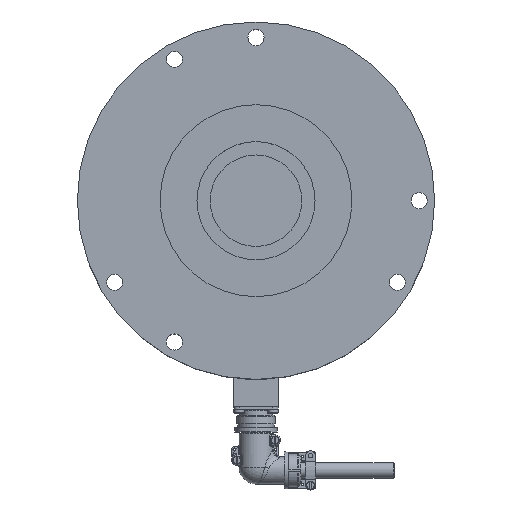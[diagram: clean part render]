
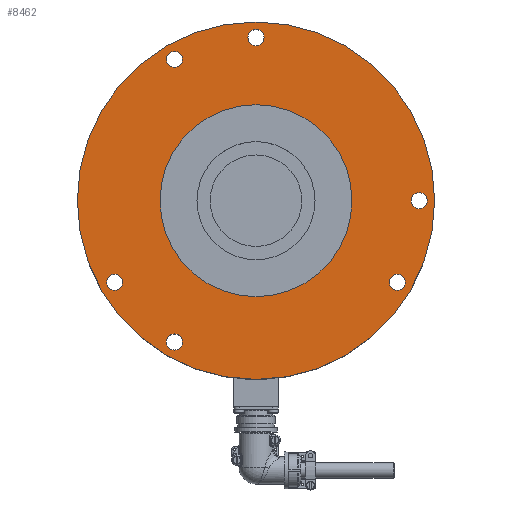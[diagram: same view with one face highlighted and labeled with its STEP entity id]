
A CAD part, top view. The second image highlights one B-rep face of the part: STEP entity #8462.
In plain terms, the highlighted planar face has unit normal (0, 0, 1).
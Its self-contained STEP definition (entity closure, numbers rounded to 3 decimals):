
#423 = FACE_BOUND ( 'NONE', #1127, .T. ) ;
#613 = VERTEX_POINT ( 'NONE', #14834 ) ;
#748 = FACE_BOUND ( 'NONE', #11209, .T. ) ;
#853 = AXIS2_PLACEMENT_3D ( 'NONE', #14299, #7811, #6023 ) ;
#1127 = EDGE_LOOP ( 'NONE', ( #5129 ) ) ;
#1360 = EDGE_CURVE ( 'NONE', #613, #613, #9393, .T. ) ;
#1428 = DIRECTION ( 'NONE',  ( 1., 0., 0. ) ) ;
#1696 = AXIS2_PLACEMENT_3D ( 'NONE', #11612, #3761, #18100 ) ;
#1698 = VERTEX_POINT ( 'NONE', #3373 ) ;
#1732 = DIRECTION ( 'NONE',  ( 0., 0., -1. ) ) ;
#1818 = CARTESIAN_POINT ( 'NONE',  ( 5.5, 110.5, 36. ) ) ;
#2756 = CARTESIAN_POINT ( 'NONE',  ( -49.75, 95.696, 36. ) ) ;
#2902 = CIRCLE ( 'NONE', #7260, 5.5 ) ;
#3066 = DIRECTION ( 'NONE',  ( -1., 0., 0. ) ) ;
#3185 = CIRCLE ( 'NONE', #18497, 5.5 ) ;
#3373 = CARTESIAN_POINT ( 'NONE',  ( 116., 0., 36. ) ) ;
#3561 = FACE_OUTER_BOUND ( 'NONE', #15772, .T. ) ;
#3761 = DIRECTION ( 'NONE',  ( 0., 0., -1. ) ) ;
#3809 = DIRECTION ( 'NONE',  ( 1., 0., 0. ) ) ;
#4333 = ORIENTED_EDGE ( 'NONE', *, *, #8990, .T. ) ;
#4525 = CARTESIAN_POINT ( 'NONE',  ( -90.196, -55.25, 36. ) ) ;
#4751 = VERTEX_POINT ( 'NONE', #15855 ) ;
#4959 = EDGE_LOOP ( 'NONE', ( #16513 ) ) ;
#5059 = ORIENTED_EDGE ( 'NONE', *, *, #20417, .T. ) ;
#5068 = CARTESIAN_POINT ( 'NONE',  ( -49.75, -95.696, 36. ) ) ;
#5129 = ORIENTED_EDGE ( 'NONE', *, *, #8364, .F. ) ;
#5446 = ORIENTED_EDGE ( 'NONE', *, *, #10173, .T. ) ;
#5521 = ORIENTED_EDGE ( 'NONE', *, *, #17324, .T. ) ;
#5614 = CARTESIAN_POINT ( 'NONE',  ( -95.696, -55.25, 36. ) ) ;
#5657 = CIRCLE ( 'NONE', #13353, 5.5 ) ;
#5901 = EDGE_LOOP ( 'NONE', ( #5446 ) ) ;
#6023 = DIRECTION ( 'NONE',  ( 1., 0., 0. ) ) ;
#6354 = AXIS2_PLACEMENT_3D ( 'NONE', #13603, #9937, #16335 ) ;
#6916 = FACE_BOUND ( 'NONE', #17179, .T. ) ;
#7129 = FACE_BOUND ( 'NONE', #12952, .T. ) ;
#7260 = AXIS2_PLACEMENT_3D ( 'NONE', #8004, #7705, #9254 ) ;
#7338 = CIRCLE ( 'NONE', #14057, 5.5 ) ;
#7705 = DIRECTION ( 'NONE',  ( 0., 0., -1. ) ) ;
#7811 = DIRECTION ( 'NONE',  ( 0., 0., -1. ) ) ;
#7930 = AXIS2_PLACEMENT_3D ( 'NONE', #14164, #12775, #3066 ) ;
#7973 = DIRECTION ( 'NONE',  ( -1., 0., 0. ) ) ;
#8004 = CARTESIAN_POINT ( 'NONE',  ( -55.25, -95.696, 36. ) ) ;
#8364 = EDGE_CURVE ( 'NONE', #4751, #4751, #13704, .T. ) ;
#8462 = ADVANCED_FACE ( 'NONE', ( #14868, #14764, #748, #6916, #7129, #13498, #423, #3561 ), #15176, .F. ) ;
#8632 = CARTESIAN_POINT ( 'NONE',  ( -55.25, 95.696, 36. ) ) ;
#8990 = EDGE_CURVE ( 'NONE', #16060, #16060, #7338, .T. ) ;
#9254 = DIRECTION ( 'NONE',  ( 1., 0., 0. ) ) ;
#9393 = CIRCLE ( 'NONE', #1696, 5.5 ) ;
#9472 = CARTESIAN_POINT ( 'NONE',  ( 0., 110.5, 36. ) ) ;
#9474 = CIRCLE ( 'NONE', #853, 5.5 ) ;
#9937 = DIRECTION ( 'NONE',  ( 0., 0., -1. ) ) ;
#10173 = EDGE_CURVE ( 'NONE', #15026, #15026, #2902, .T. ) ;
#11209 = EDGE_LOOP ( 'NONE', ( #5521 ) ) ;
#11612 = CARTESIAN_POINT ( 'NONE',  ( 95.696, -55.25, 36. ) ) ;
#12775 = DIRECTION ( 'NONE',  ( 0., 0., 1. ) ) ;
#12952 = EDGE_LOOP ( 'NONE', ( #4333 ) ) ;
#12974 = DIRECTION ( 'NONE',  ( 0., 0., 1. ) ) ;
#13005 = ORIENTED_EDGE ( 'NONE', *, *, #1360, .T. ) ;
#13353 = AXIS2_PLACEMENT_3D ( 'NONE', #8632, #18145, #3809 ) ;
#13498 = FACE_BOUND ( 'NONE', #19162, .T. ) ;
#13593 = CIRCLE ( 'NONE', #7930, 121. ) ;
#13603 = CARTESIAN_POINT ( 'NONE',  ( 0., -65., 36. ) ) ;
#13650 = VERTEX_POINT ( 'NONE', #2756 ) ;
#13704 = CIRCLE ( 'NONE', #15059, 65. ) ;
#14057 = AXIS2_PLACEMENT_3D ( 'NONE', #9472, #1732, #1428 ) ;
#14164 = CARTESIAN_POINT ( 'NONE',  ( 0., 0., 36. ) ) ;
#14299 = CARTESIAN_POINT ( 'NONE',  ( 110.5, 0., 36. ) ) ;
#14375 = EDGE_CURVE ( 'NONE', #13650, #13650, #5657, .T. ) ;
#14764 = FACE_BOUND ( 'NONE', #4959, .T. ) ;
#14834 = CARTESIAN_POINT ( 'NONE',  ( 101.196, -55.25, 36. ) ) ;
#14868 = FACE_BOUND ( 'NONE', #5901, .T. ) ;
#15026 = VERTEX_POINT ( 'NONE', #5068 ) ;
#15059 = AXIS2_PLACEMENT_3D ( 'NONE', #19157, #12974, #7973 ) ;
#15176 = PLANE ( 'NONE',  #6354 ) ;
#15772 = EDGE_LOOP ( 'NONE', ( #5059 ) ) ;
#15855 = CARTESIAN_POINT ( 'NONE',  ( -65., 0., 36. ) ) ;
#16060 = VERTEX_POINT ( 'NONE', #1818 ) ;
#16335 = DIRECTION ( 'NONE',  ( 1., 0., 0. ) ) ;
#16352 = VERTEX_POINT ( 'NONE', #17805 ) ;
#16513 = ORIENTED_EDGE ( 'NONE', *, *, #17206, .T. ) ;
#17020 = DIRECTION ( 'NONE',  ( 0., 0., -1. ) ) ;
#17179 = EDGE_LOOP ( 'NONE', ( #13005 ) ) ;
#17206 = EDGE_CURVE ( 'NONE', #20528, #20528, #3185, .T. ) ;
#17324 = EDGE_CURVE ( 'NONE', #1698, #1698, #9474, .T. ) ;
#17805 = CARTESIAN_POINT ( 'NONE',  ( -121., 0., 36. ) ) ;
#18100 = DIRECTION ( 'NONE',  ( 1., 0., 0. ) ) ;
#18145 = DIRECTION ( 'NONE',  ( 0., 0., -1. ) ) ;
#18380 = DIRECTION ( 'NONE',  ( 1., 0., 0. ) ) ;
#18497 = AXIS2_PLACEMENT_3D ( 'NONE', #5614, #17020, #18380 ) ;
#19157 = CARTESIAN_POINT ( 'NONE',  ( 0., 0., 36. ) ) ;
#19162 = EDGE_LOOP ( 'NONE', ( #19534 ) ) ;
#19534 = ORIENTED_EDGE ( 'NONE', *, *, #14375, .T. ) ;
#20417 = EDGE_CURVE ( 'NONE', #16352, #16352, #13593, .T. ) ;
#20528 = VERTEX_POINT ( 'NONE', #4525 ) ;
